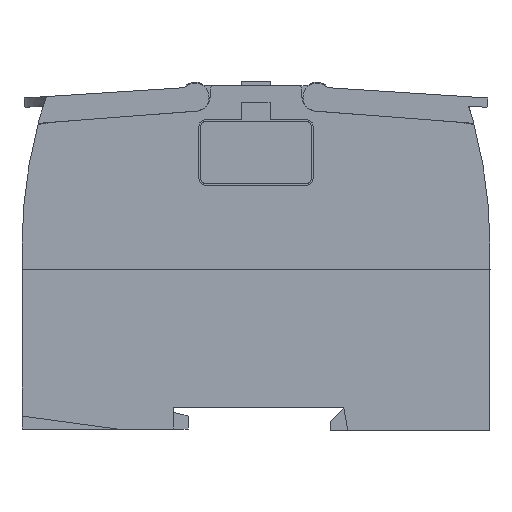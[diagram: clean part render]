
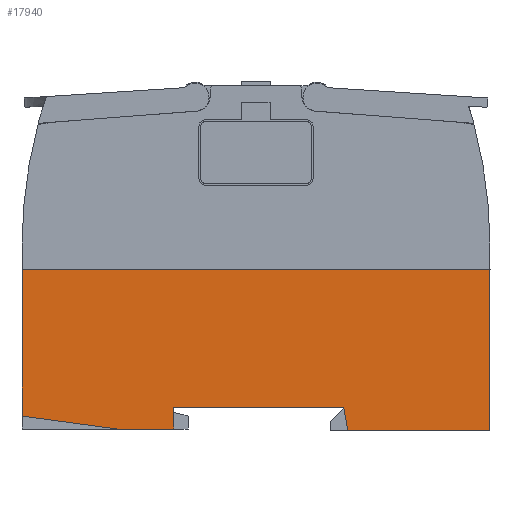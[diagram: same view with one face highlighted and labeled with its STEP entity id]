
A CAD part, left-side view. The second image highlights one B-rep face of the part: STEP entity #17940.
In plain terms, the highlighted planar face has unit normal (-1, 0, 0).
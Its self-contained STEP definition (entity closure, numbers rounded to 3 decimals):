
#16280=PLANE('',#49582);
#17940=ADVANCED_FACE('131',(#20069),#16280,.F.);
#20069=FACE_OUTER_BOUND('',#21961,.T.);
#21961=EDGE_LOOP('',(#33996,#33997,#33998,#33999,#34000,#34001,#34002,#34003,
#34004));
#24430=LINE('',#61282,#28457);
#24436=LINE('',#61294,#28463);
#24452=LINE('',#61327,#28479);
#24458=LINE('',#61340,#28485);
#24463=LINE('',#61349,#28490);
#24488=LINE('',#61396,#28515);
#24492=LINE('',#61405,#28519);
#24494=LINE('',#61408,#28521);
#24505=LINE('',#61428,#28532);
#28457=VECTOR('',#52921,1.);
#28463=VECTOR('',#52929,1.);
#28479=VECTOR('',#52949,1.);
#28485=VECTOR('',#52959,1.);
#28490=VECTOR('',#52966,1.);
#28515=VECTOR('',#52995,1.);
#28519=VECTOR('',#53001,1.);
#28521=VECTOR('',#53005,1.);
#28532=VECTOR('',#53020,1.);
#33996=ORIENTED_EDGE('',*,*,#45345,.F.);
#33997=ORIENTED_EDGE('',*,*,#45293,.F.);
#33998=ORIENTED_EDGE('',*,*,#45287,.F.);
#33999=ORIENTED_EDGE('',*,*,#45351,.F.);
#34000=ORIENTED_EDGE('',*,*,#45349,.F.);
#34001=ORIENTED_EDGE('',*,*,#45362,.F.);
#34002=ORIENTED_EDGE('',*,*,#45320,.F.);
#34003=ORIENTED_EDGE('',*,*,#45315,.F.);
#34004=ORIENTED_EDGE('',*,*,#45309,.F.);
#41832=VERTEX_POINT('',#61281);
#41833=VERTEX_POINT('',#61283);
#41838=VERTEX_POINT('',#61295);
#41850=VERTEX_POINT('',#61322);
#41852=VERTEX_POINT('',#61326);
#41858=VERTEX_POINT('',#61341);
#41861=VERTEX_POINT('',#61350);
#41882=VERTEX_POINT('',#61400);
#41884=VERTEX_POINT('',#61404);
#45287=EDGE_CURVE('',#41832,#41833,#24430,.T.);
#45293=EDGE_CURVE('',#41833,#41838,#24436,.T.);
#45309=EDGE_CURVE('',#41852,#41850,#24452,.T.);
#45315=EDGE_CURVE('',#41850,#41858,#24458,.T.);
#45320=EDGE_CURVE('',#41858,#41861,#24463,.T.);
#45345=EDGE_CURVE('',#41838,#41852,#24488,.T.);
#45349=EDGE_CURVE('',#41884,#41882,#24492,.T.);
#45351=EDGE_CURVE('',#41882,#41832,#24494,.T.);
#45362=EDGE_CURVE('',#41861,#41884,#24505,.T.);
#49582=AXIS2_PLACEMENT_3D('',#61447,#53038,#53039);
#52921=DIRECTION('',(0.,1.,0.));
#52929=DIRECTION('',(0.,0.,-1.));
#52949=DIRECTION('',(0.,0.991,0.134));
#52959=DIRECTION('',(0.,0.,1.));
#52966=DIRECTION('',(0.,-1.,0.));
#52995=DIRECTION('',(0.,1.,0.));
#53001=DIRECTION('',(0.,1.,0.));
#53005=DIRECTION('',(0.,0.174,0.985));
#53020=DIRECTION('',(0.,0.,-1.));
#53038=DIRECTION('',(1.,0.,0.));
#53039=DIRECTION('',(0.,0.,-1.));
#61281=CARTESIAN_POINT('',(0.,31.264,5.));
#61282=CARTESIAN_POINT('',(0.,31.264,5.));
#61283=CARTESIAN_POINT('',(0.,67.6,5.));
#61294=CARTESIAN_POINT('',(0.,67.6,5.));
#61295=CARTESIAN_POINT('',(0.,67.6,0.4));
#61322=CARTESIAN_POINT('',(0.,100.,3.159));
#61326=CARTESIAN_POINT('',(0.,79.572,0.4));
#61327=CARTESIAN_POINT('',(0.,79.572,0.4));
#61340=CARTESIAN_POINT('',(0.,100.,3.159));
#61341=CARTESIAN_POINT('',(0.,100.,34.5));
#61349=CARTESIAN_POINT('',(0.,16.15,34.5));
#61350=CARTESIAN_POINT('',(0.,0.,34.5));
#61396=CARTESIAN_POINT('',(0.,67.6,0.4));
#61400=CARTESIAN_POINT('',(0.,30.383,0.));
#61404=CARTESIAN_POINT('',(0.,0.,0.));
#61405=CARTESIAN_POINT('',(0.,0.,0.));
#61408=CARTESIAN_POINT('',(0.,30.383,0.));
#61428=CARTESIAN_POINT('',(0.,0.,34.5));
#61447=CARTESIAN_POINT('',(0.,100.,0.4));
